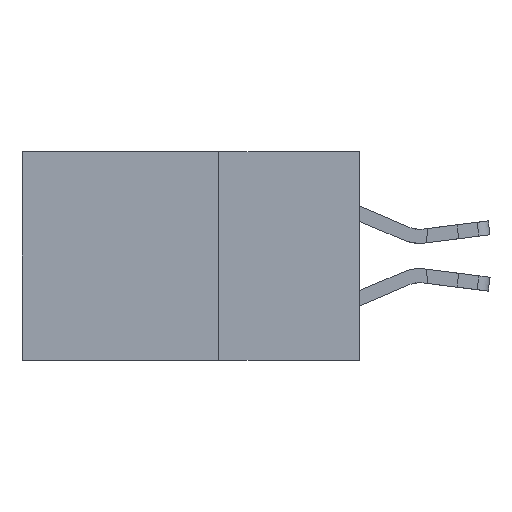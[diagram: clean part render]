
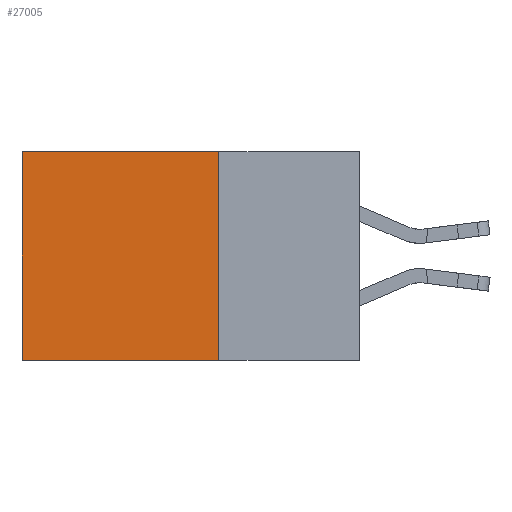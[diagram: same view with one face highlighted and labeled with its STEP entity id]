
A CAD part, left-side view. The second image highlights one B-rep face of the part: STEP entity #27005.
In plain terms, the highlighted planar face has unit normal (-1, 0, 0).
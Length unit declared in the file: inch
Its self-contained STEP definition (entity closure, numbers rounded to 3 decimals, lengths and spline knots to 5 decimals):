
#465 = DIRECTION ( 'NONE',  ( 0., 0., -1. ) ) ;
#997 = DIRECTION ( 'NONE',  ( 0., 1., 0. ) ) ;
#1734 = VERTEX_POINT ( 'NONE', #3085 ) ;
#2112 = VECTOR ( 'NONE', #24587, 39.37008 ) ;
#2790 = EDGE_LOOP ( 'NONE', ( #30144, #8942, #10651, #24314 ) ) ;
#2812 = FACE_OUTER_BOUND ( 'NONE', #2790, .T. ) ;
#3085 = CARTESIAN_POINT ( 'NONE',  ( 0.2875, 0.25, -0.37 ) ) ;
#5974 = LINE ( 'NONE', #17352, #17024 ) ;
#6663 = LINE ( 'NONE', #13576, #12556 ) ;
#7023 = EDGE_CURVE ( 'NONE', #1734, #11795, #27179, .T. ) ;
#8942 = ORIENTED_EDGE ( 'NONE', *, *, #7023, .F. ) ;
#10651 = ORIENTED_EDGE ( 'NONE', *, *, #31467, .F. ) ;
#11795 = VERTEX_POINT ( 'NONE', #19256 ) ;
#12314 = CARTESIAN_POINT ( 'NONE',  ( 0.2875, 0.6, 0. ) ) ;
#12532 = AXIS2_PLACEMENT_3D ( 'NONE', #30990, #26029, #31195 ) ;
#12556 = VECTOR ( 'NONE', #465, 39.37008 ) ;
#13576 = CARTESIAN_POINT ( 'NONE',  ( 0.2875, 0.25, 0. ) ) ;
#16211 = PLANE ( 'NONE',  #12532 ) ;
#17024 = VECTOR ( 'NONE', #22392, 39.37008 ) ;
#17352 = CARTESIAN_POINT ( 'NONE',  ( 0.2875, 0.25, 0. ) ) ;
#17482 = LINE ( 'NONE', #12314, #2112 ) ;
#17658 = VERTEX_POINT ( 'NONE', #22037 ) ;
#19256 = CARTESIAN_POINT ( 'NONE',  ( 0.2875, 0.6, -0.37 ) ) ;
#21259 = CARTESIAN_POINT ( 'NONE',  ( 0.2875, 0.25, -0.37 ) ) ;
#21990 = CARTESIAN_POINT ( 'NONE',  ( 0.2875, 0.25, 0. ) ) ;
#22037 = CARTESIAN_POINT ( 'NONE',  ( 0.2875, 0.6, 0. ) ) ;
#22392 = DIRECTION ( 'NONE',  ( 0., 1., 0. ) ) ;
#24314 = ORIENTED_EDGE ( 'NONE', *, *, #26676, .T. ) ;
#24587 = DIRECTION ( 'NONE',  ( 0., 0., -1. ) ) ;
#26029 = DIRECTION ( 'NONE',  ( 1., 0., 0. ) ) ;
#26676 = EDGE_CURVE ( 'NONE', #27865, #17658, #5974, .T. ) ;
#27005 = ADVANCED_FACE ( 'NONE', ( #2812 ), #16211, .F. ) ;
#27179 = LINE ( 'NONE', #21259, #32272 ) ;
#27865 = VERTEX_POINT ( 'NONE', #21990 ) ;
#28578 = EDGE_CURVE ( 'NONE', #17658, #11795, #17482, .T. ) ;
#30144 = ORIENTED_EDGE ( 'NONE', *, *, #28578, .T. ) ;
#30990 = CARTESIAN_POINT ( 'NONE',  ( 0.2875, 0.25, 0. ) ) ;
#31195 = DIRECTION ( 'NONE',  ( 0., 0., -1. ) ) ;
#31467 = EDGE_CURVE ( 'NONE', #27865, #1734, #6663, .T. ) ;
#32272 = VECTOR ( 'NONE', #997, 39.37008 ) ;
